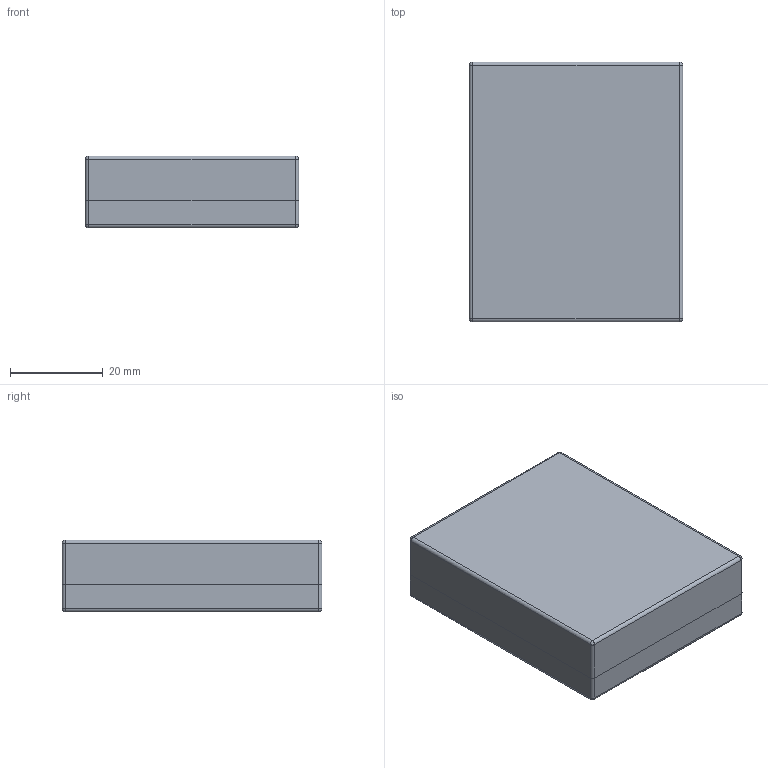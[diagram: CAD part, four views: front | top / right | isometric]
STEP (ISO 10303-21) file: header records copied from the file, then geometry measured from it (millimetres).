
FILE_DESCRIPTION(/* description */ (''),/* implementation_level */ '2;1');
FILE_NAME(/* name */ 'Case 3d Projeto Lora v3.step',/* time_stamp */ '2021-10-06T23:21:01-03:00',/* author */ (''),/* organization */ (''),/* preprocessor_version */ 'ST-DEVELOPER v18.1',/* originating_system */ 'Autodesk Translation Framework v10.10.0.1391',/* authorisation */ '');
FILE_SCHEMA (('AUTOMOTIVE_DESIGN { 1 0 10303 214 3 1 1 }'));
Products named in the file (7): Case 3d Projeto Lora; Projeto Lora Placa; Board; Packages; QFN65P600X600X100-29N; DIL28-3; CR2032H
Assembly tree (6 placements, depth 4):
  Case 3d Projeto Lora
    Projeto Lora Placa
      Board
      Packages
        QFN65P600X600X100-29N
        DIL28-3
        CR2032H
Bounding box: 46 x 56 x 15.5 mm (x, y, z)
Volume: 17958.5 mm3; surface area: 22458.8 mm2
Topology: 63 solids, 63 shells, 1542 faces, 4041 edges, 2682 vertices
Faces by surface type: plane 1055, bspline 242, cylinder 234, sphere 8, torus 2, cone 1
Full cylindrical faces by diameter (mm): 0.602 x1, 0.813 x28, 1.118 x3, 18.7 x1
Entity records: 55616 total; most frequent: CARTESIAN_POINT 17872, ORIENTED_EDGE 8082, DIRECTION 6656, EDGE_CURVE 4041, LINE 3074, VECTOR 3074, VERTEX_POINT 2682, AXIS2_PLACEMENT_3D 1791
